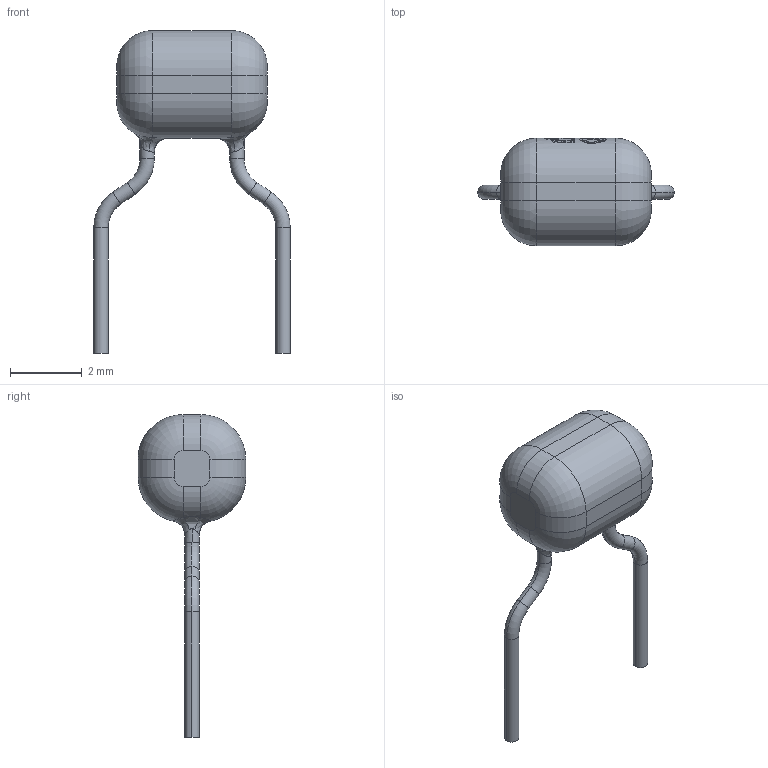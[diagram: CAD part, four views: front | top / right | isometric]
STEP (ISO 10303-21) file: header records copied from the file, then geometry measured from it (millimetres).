
FILE_DESCRIPTION (( 'STEP AP214' ), '1' );
FILE_NAME ('CAP-TH_L4.2-W3.8-H3.8-P5.08.step', '2022-07-01T08:49:47', ( '' ), ( '' ), 'SwSTEP 2.0', 'SolidWorks 2020', '' );
FILE_SCHEMA (( 'AUTOMOTIVE_DESIGN' ));
Length unit declared in the file: millimetre
Products named in the file (1): CAP-TH_L4.2-W3.8-H3.8-P5.08
Bounding box: 5.48 x 3 x 9 mm (x, y, z)
Volume: 30.3 mm3; surface area: 63.6 mm2
Topology: 1 solids, 1 shells, 285 faces, 751 edges, 487 vertices
Faces by surface type: plane 115, bspline 108, cylinder 43, torus 19
Entity records: 13991 total; most frequent: CARTESIAN_POINT 5113, ORIENTED_EDGE 1502, DIRECTION 755, EDGE_CURVE 751, VERTEX_POINT 487, EDGE_LOOP 304, UNCERTAINTY_MEASURE_WITH_UNIT 288, SURFACE_STYLE_USAGE 287
